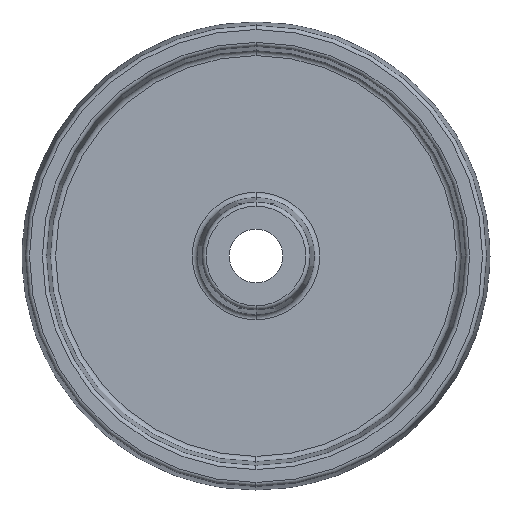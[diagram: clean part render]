
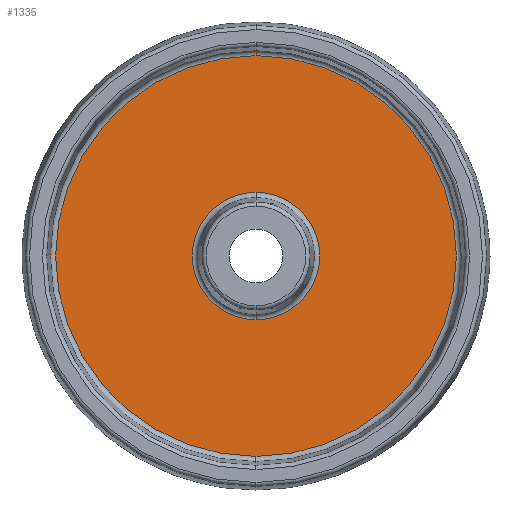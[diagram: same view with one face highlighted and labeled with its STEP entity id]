
A CAD part, left-side view. The second image highlights one B-rep face of the part: STEP entity #1335.
In plain terms, the highlighted planar face has unit normal (-1, 0, 0).
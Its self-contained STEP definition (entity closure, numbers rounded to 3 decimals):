
#4 = CARTESIAN_POINT ( 'NONE',  ( -5., 0., -74.926 ) ) ;
#118 = CARTESIAN_POINT ( 'NONE',  ( -5., 0., 0. ) ) ;
#124 = DIRECTION ( 'NONE',  ( -1., 0., 0. ) ) ;
#138 = ORIENTED_EDGE ( 'NONE', *, *, #1520, .T. ) ;
#146 = VERTEX_POINT ( 'NONE', #4 ) ;
#201 = CIRCLE ( 'NONE', #1557, 23.84 ) ;
#241 = DIRECTION ( 'NONE',  ( 0., 0., 1. ) ) ;
#268 = FACE_BOUND ( 'NONE', #1380, .T. ) ;
#270 = CARTESIAN_POINT ( 'NONE',  ( -5., 0., 0. ) ) ;
#289 = EDGE_LOOP ( 'NONE', ( #138, #1037 ) ) ;
#310 = CARTESIAN_POINT ( 'NONE',  ( -5., 0., 0. ) ) ;
#319 = VERTEX_POINT ( 'NONE', #420 ) ;
#402 = DIRECTION ( 'NONE',  ( 0., 0., 1. ) ) ;
#420 = CARTESIAN_POINT ( 'NONE',  ( -5., 0., 74.926 ) ) ;
#443 = DIRECTION ( 'NONE',  ( 0., 0., 1. ) ) ;
#595 = CARTESIAN_POINT ( 'NONE',  ( -5., 0., 0. ) ) ;
#598 = CIRCLE ( 'NONE', #1481, 74.926 ) ;
#681 = PLANE ( 'NONE',  #1311 ) ;
#716 = VERTEX_POINT ( 'NONE', #1061 ) ;
#735 = DIRECTION ( 'NONE',  ( 0., 0., 1. ) ) ;
#753 = ORIENTED_EDGE ( 'NONE', *, *, #1029, .T. ) ;
#780 = ORIENTED_EDGE ( 'NONE', *, *, #1162, .T. ) ;
#786 = CIRCLE ( 'NONE', #1703, 74.926 ) ;
#913 = CARTESIAN_POINT ( 'NONE',  ( -5., 76.75, 0. ) ) ;
#973 = CIRCLE ( 'NONE', #1622, 23.84 ) ;
#981 = VERTEX_POINT ( 'NONE', #1515 ) ;
#1029 = EDGE_CURVE ( 'NONE', #716, #981, #973, .T. ) ;
#1032 = DIRECTION ( 'NONE',  ( 1., 0., 0. ) ) ;
#1037 = ORIENTED_EDGE ( 'NONE', *, *, #1263, .T. ) ;
#1039 = DIRECTION ( 'NONE',  ( 0., 0., 1. ) ) ;
#1061 = CARTESIAN_POINT ( 'NONE',  ( -5., 0., 23.84 ) ) ;
#1162 = EDGE_CURVE ( 'NONE', #981, #716, #201, .T. ) ;
#1194 = DIRECTION ( 'NONE',  ( -1., 0., 0. ) ) ;
#1230 = DIRECTION ( 'NONE',  ( -1., 0., 0. ) ) ;
#1263 = EDGE_CURVE ( 'NONE', #146, #319, #786, .T. ) ;
#1284 = FACE_OUTER_BOUND ( 'NONE', #289, .T. ) ;
#1311 = AXIS2_PLACEMENT_3D ( 'NONE', #913, #124, #1039 ) ;
#1335 = ADVANCED_FACE ( 'NONE', ( #268, #1284 ), #681, .T. ) ;
#1380 = EDGE_LOOP ( 'NONE', ( #753, #780 ) ) ;
#1481 = AXIS2_PLACEMENT_3D ( 'NONE', #310, #1230, #443 ) ;
#1515 = CARTESIAN_POINT ( 'NONE',  ( -5., 0., -23.84 ) ) ;
#1520 = EDGE_CURVE ( 'NONE', #319, #146, #598, .T. ) ;
#1522 = DIRECTION ( 'NONE',  ( 1., 0., 0. ) ) ;
#1557 = AXIS2_PLACEMENT_3D ( 'NONE', #118, #1032, #241 ) ;
#1622 = AXIS2_PLACEMENT_3D ( 'NONE', #595, #1522, #735 ) ;
#1703 = AXIS2_PLACEMENT_3D ( 'NONE', #270, #1194, #402 ) ;
